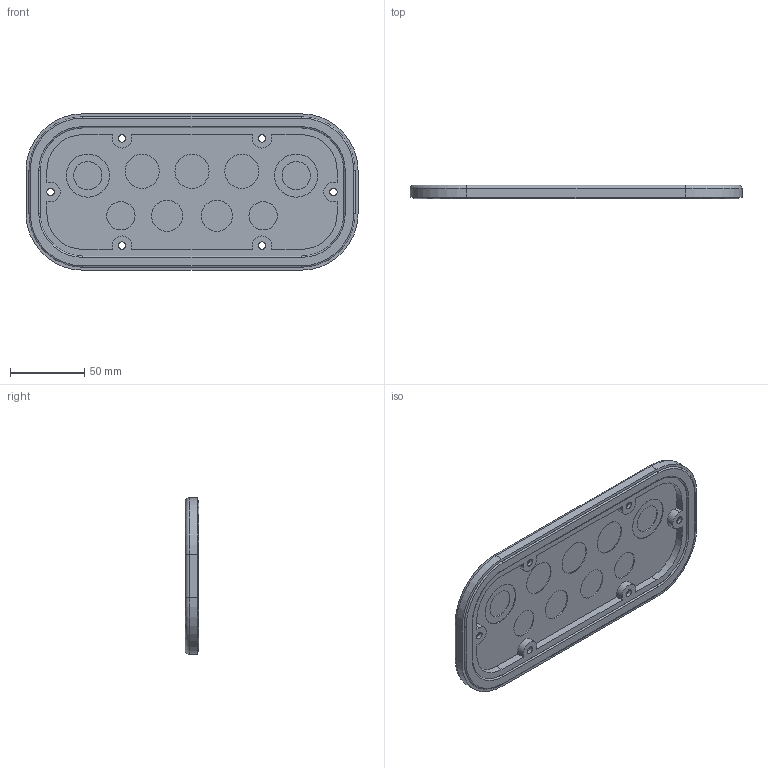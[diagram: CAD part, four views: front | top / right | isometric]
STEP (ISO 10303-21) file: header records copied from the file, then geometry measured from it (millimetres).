
FILE_DESCRIPTION(('STEP AP242'),'1');
FILE_NAME('nsytsacrna.stp','2019-12-14T22:22:13',('TraceParts'),('TraceParts S.A.'),'Spatial InterOp 3D',' ',' ');
FILE_SCHEMA(('AP242_MANAGED_MODEL_BASED_3D_ENGINEERING_MIM_LF {1 0 10303 442 1 1 4}'));
Length unit declared in the file: millimetre
Products named in the file (1): nsytsacrna
Bounding box: 223 x 9 x 105 mm (x, y, z)
Volume: 103665.5 mm3; surface area: 53814.1 mm2
Topology: 1 solids, 1 shells, 183 faces, 426 edges, 276 vertices
Faces by surface type: cylinder 104, plane 67, torus 12
Entity records: 5327 total; most frequent: DIRECTION 1014, CARTESIAN_POINT 886, ORIENTED_EDGE 852, EDGE_CURVE 426, AXIS2_PLACEMENT_3D 404, VERTEX_POINT 276, EDGE_LOOP 226, CIRCLE 220
